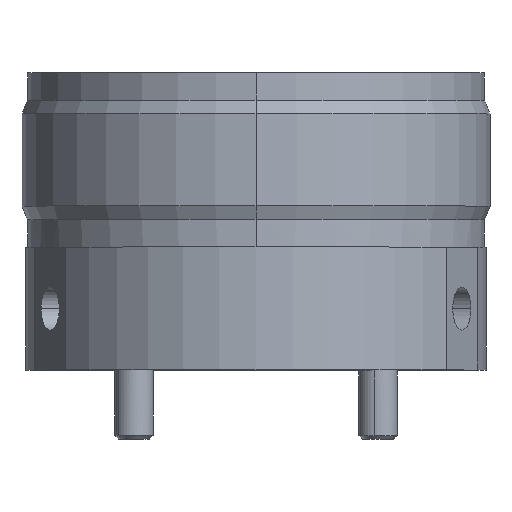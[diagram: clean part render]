
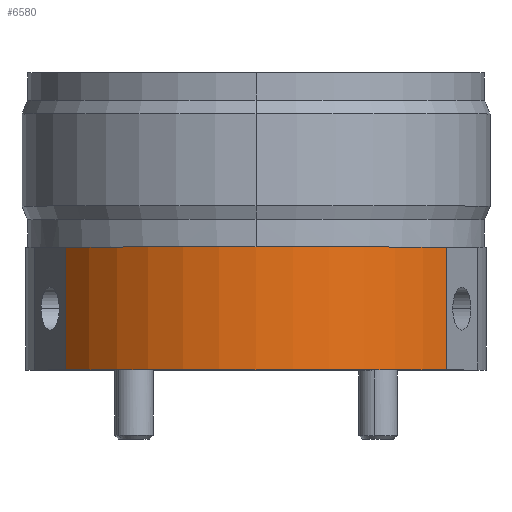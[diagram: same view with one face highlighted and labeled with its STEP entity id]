
A CAD part, top view. The second image highlights one B-rep face of the part: STEP entity #6580.
In plain terms, the highlighted cylindrical face has radius 9.525 mm (diameter 19.05 mm), a partial arc.
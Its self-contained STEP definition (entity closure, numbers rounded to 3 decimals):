
#19 = VERTEX_POINT ( 'NONE', #2008 ) ;
#167 = CARTESIAN_POINT ( 'NONE',  ( 7.877, -3.607, 5.355 ) ) ;
#481 = FACE_OUTER_BOUND ( 'NONE', #989, .T. ) ;
#687 = DIRECTION ( 'NONE',  ( 0., 1., 0. ) ) ;
#795 = AXIS2_PLACEMENT_3D ( 'NONE', #3781, #5483, #5987 ) ;
#989 = EDGE_LOOP ( 'NONE', ( #6190, #2741, #3414, #2878 ) ) ;
#1239 = VERTEX_POINT ( 'NONE', #167 ) ;
#1451 = VERTEX_POINT ( 'NONE', #4839 ) ;
#1496 = CARTESIAN_POINT ( 'NONE',  ( 7.877, -8.687, 5.355 ) ) ;
#1692 = CARTESIAN_POINT ( 'NONE',  ( -7.877, -8.687, 5.355 ) ) ;
#1829 = VERTEX_POINT ( 'NONE', #1692 ) ;
#1929 = CARTESIAN_POINT ( 'NONE',  ( -7.877, -8.687, 5.355 ) ) ;
#2008 = CARTESIAN_POINT ( 'NONE',  ( -7.877, -3.607, 5.355 ) ) ;
#2229 = AXIS2_PLACEMENT_3D ( 'NONE', #5677, #2387, #3410 ) ;
#2387 = DIRECTION ( 'NONE',  ( 0., -1., 0. ) ) ;
#2435 = EDGE_CURVE ( 'NONE', #1239, #1451, #6449, .T. ) ;
#2698 = DIRECTION ( 'NONE',  ( 1., 0., 0. ) ) ;
#2716 = VECTOR ( 'NONE', #3198, 1000. ) ;
#2741 = ORIENTED_EDGE ( 'NONE', *, *, #5170, .F. ) ;
#2878 = ORIENTED_EDGE ( 'NONE', *, *, #2435, .F. ) ;
#2998 = CIRCLE ( 'NONE', #795, 9.525 ) ;
#3198 = DIRECTION ( 'NONE',  ( 0., -1., 0. ) ) ;
#3286 = EDGE_CURVE ( 'NONE', #1451, #1829, #2998, .T. ) ;
#3410 = DIRECTION ( 'NONE',  ( -1., 0., 0. ) ) ;
#3414 = ORIENTED_EDGE ( 'NONE', *, *, #3286, .F. ) ;
#3781 = CARTESIAN_POINT ( 'NONE',  ( 0., -8.687, 0. ) ) ;
#3882 = DIRECTION ( 'NONE',  ( 0., 1., 0. ) ) ;
#3938 = EDGE_CURVE ( 'NONE', #1239, #19, #5097, .T. ) ;
#4477 = VECTOR ( 'NONE', #687, 1000. ) ;
#4839 = CARTESIAN_POINT ( 'NONE',  ( 7.877, -8.687, 5.355 ) ) ;
#4884 = AXIS2_PLACEMENT_3D ( 'NONE', #6568, #3882, #2698 ) ;
#5097 = CIRCLE ( 'NONE', #2229, 9.525 ) ;
#5136 = LINE ( 'NONE', #1929, #4477 ) ;
#5170 = EDGE_CURVE ( 'NONE', #1829, #19, #5136, .T. ) ;
#5483 = DIRECTION ( 'NONE',  ( 0., -1., 0. ) ) ;
#5677 = CARTESIAN_POINT ( 'NONE',  ( 0., -3.607, 0. ) ) ;
#5987 = DIRECTION ( 'NONE',  ( -1., 0., 0. ) ) ;
#6190 = ORIENTED_EDGE ( 'NONE', *, *, #3938, .T. ) ;
#6449 = LINE ( 'NONE', #1496, #2716 ) ;
#6568 = CARTESIAN_POINT ( 'NONE',  ( 0., -8.687, 0. ) ) ;
#6580 = ADVANCED_FACE ( 'NONE', ( #481 ), #6603, .T. ) ;
#6603 = CYLINDRICAL_SURFACE ( 'NONE', #4884, 9.525 ) ;
